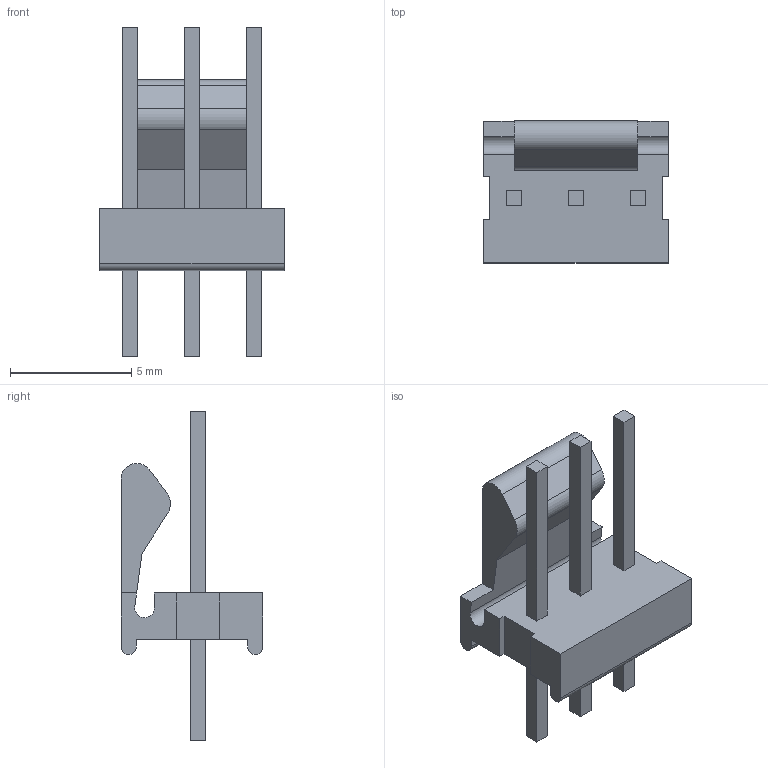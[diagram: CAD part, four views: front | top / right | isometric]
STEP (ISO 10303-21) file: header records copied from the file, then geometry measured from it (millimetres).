
FILE_DESCRIPTION((''),'2;1');
FILE_NAME('C-3-641215-3','2016-10-17T',('workeradm'),('Tyco Electronics Ltd.'),'CREO PARAMETRIC BY PTC INC, 2016050','CREO PARAMETRIC BY PTC INC, 2016050','');
FILE_SCHEMA(('AUTOMOTIVE_DESIGN { 1 0 10303 214 1 1 1 1 }'));
Length unit declared in the file: millimetre
Products named in the file (1): C-3-641215-3
Bounding box: 7.62 x 5.84 x 13.59 mm (x, y, z)
Volume: 131.1 mm3; surface area: 327.8 mm2
Topology: 1 solids, 1 shells, 59 faces, 153 edges, 102 vertices
Faces by surface type: plane 54, cylinder 5
Entity records: 1821 total; most frequent: CARTESIAN_POINT 316, ORIENTED_EDGE 306, DIRECTION 281, EDGE_CURVE 153, VECTOR 143, LINE 143, VERTEX_POINT 102, AXIS2_PLACEMENT_3D 69
